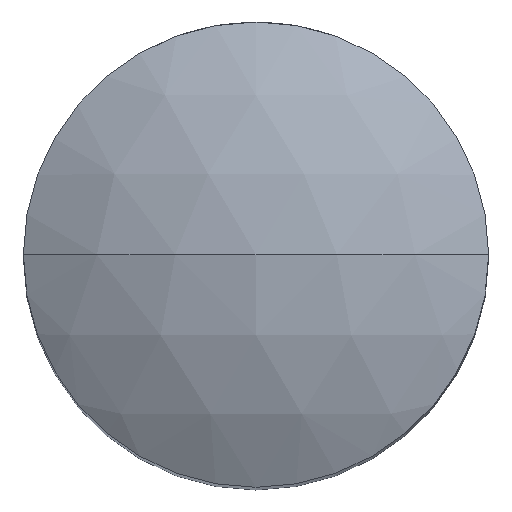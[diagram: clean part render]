
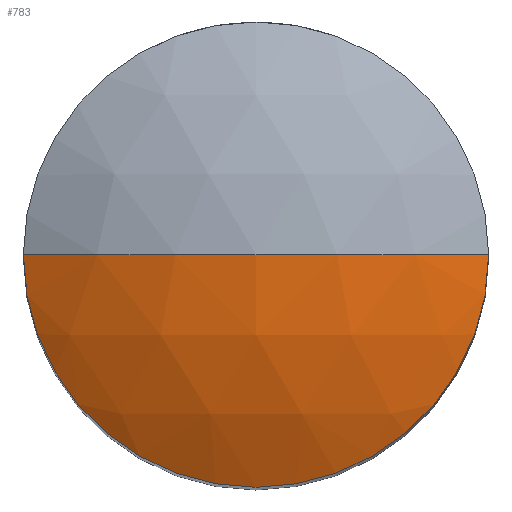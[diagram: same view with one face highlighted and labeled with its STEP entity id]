
A CAD part, top view. The second image highlights one B-rep face of the part: STEP entity #783.
In plain terms, the highlighted spherical face has radius 12 mm.
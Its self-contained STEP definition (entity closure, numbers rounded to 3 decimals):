
#53 = CIRCLE ( 'NONE', #230, 12. ) ;
#98 = DIRECTION ( 'NONE',  ( 0., 0., 1. ) ) ;
#101 = DIRECTION ( 'NONE',  ( 0., 1., 0. ) ) ;
#106 = CARTESIAN_POINT ( 'NONE',  ( 0., 0., 10.5 ) ) ;
#129 = CARTESIAN_POINT ( 'NONE',  ( 6., 0., 20.892 ) ) ;
#181 = AXIS2_PLACEMENT_3D ( 'NONE', #771, #761, #736 ) ;
#191 = VERTEX_POINT ( 'NONE', #129 ) ;
#230 = AXIS2_PLACEMENT_3D ( 'NONE', #106, #101, #98 ) ;
#251 = EDGE_LOOP ( 'NONE', ( #788, #553, #632 ) ) ;
#257 = AXIS2_PLACEMENT_3D ( 'NONE', #648, #377, #366 ) ;
#315 = EDGE_CURVE ( 'NONE', #191, #426, #828, .T. ) ;
#366 = DIRECTION ( 'NONE',  ( 1., 0., 0. ) ) ;
#377 = DIRECTION ( 'NONE',  ( 0., -1., 0. ) ) ;
#394 = AXIS2_PLACEMENT_3D ( 'NONE', #573, #824, #443 ) ;
#426 = VERTEX_POINT ( 'NONE', #489 ) ;
#443 = DIRECTION ( 'NONE',  ( -1., 0., 0. ) ) ;
#489 = CARTESIAN_POINT ( 'NONE',  ( -6., 0., 20.892 ) ) ;
#508 = FACE_OUTER_BOUND ( 'NONE', #251, .T. ) ;
#553 = ORIENTED_EDGE ( 'NONE', *, *, #595, .T. ) ;
#573 = CARTESIAN_POINT ( 'NONE',  ( 0., 0., 20.892 ) ) ;
#595 = EDGE_CURVE ( 'NONE', #858, #426, #690, .T. ) ;
#632 = ORIENTED_EDGE ( 'NONE', *, *, #315, .F. ) ;
#648 = CARTESIAN_POINT ( 'NONE',  ( 0., 0., 10.5 ) ) ;
#660 = SPHERICAL_SURFACE ( 'NONE', #181, 12. ) ;
#690 = CIRCLE ( 'NONE', #257, 12. ) ;
#712 = EDGE_CURVE ( 'NONE', #858, #191, #53, .T. ) ;
#736 = DIRECTION ( 'NONE',  ( 1., 0., 0. ) ) ;
#761 = DIRECTION ( 'NONE',  ( 0., -1., 0. ) ) ;
#771 = CARTESIAN_POINT ( 'NONE',  ( 0., 0., 10.5 ) ) ;
#783 = ADVANCED_FACE ( 'NONE', ( #508 ), #660, .T. ) ;
#788 = ORIENTED_EDGE ( 'NONE', *, *, #712, .F. ) ;
#807 = CARTESIAN_POINT ( 'NONE',  ( 0., 0., 22.5 ) ) ;
#824 = DIRECTION ( 'NONE',  ( 0., 0., -1. ) ) ;
#828 = CIRCLE ( 'NONE', #394, 6. ) ;
#858 = VERTEX_POINT ( 'NONE', #807 ) ;
